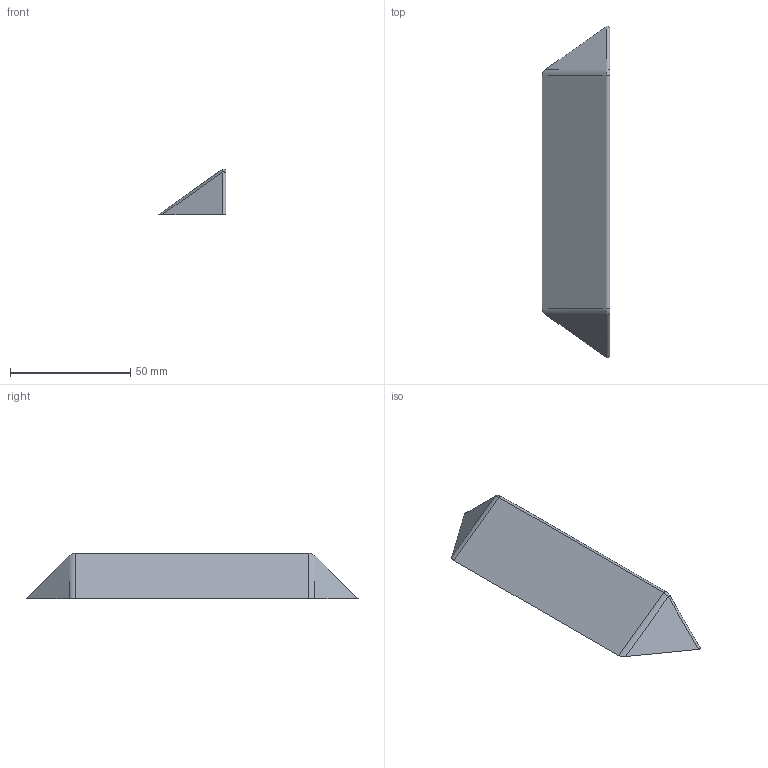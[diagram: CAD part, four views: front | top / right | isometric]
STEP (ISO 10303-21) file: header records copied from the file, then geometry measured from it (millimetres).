
FILE_DESCRIPTION (( 'STEP AP203' ), '1' );
FILE_NAME ('pr2113B-sA_U1_Filament_Door_Handle_Outside.STEP', '2023-08-31T19:26:44', ( '' ), ( '' ), 'SwSTEP 2.0', 'SolidWorks 2022', '' );
FILE_SCHEMA (( 'CONFIG_CONTROL_DESIGN' ));
Length unit declared in the file: millimetre
Products named in the file (1): pr2113B-sA_U1_Filament_Door_Handle_Outside
Bounding box: 28.18 x 138.24 x 19.06 mm (x, y, z)
Volume: 23571.8 mm3; surface area: 9714.3 mm2
Topology: 1 solids, 1 shells, 51 faces, 117 edges, 72 vertices
Faces by surface type: plane 24, cylinder 17, cone 4, bspline 4, sphere 2
Entity records: 1550 total; most frequent: CARTESIAN_POINT 381, ORIENTED_EDGE 234, DIRECTION 215, EDGE_CURVE 117, VECTOR 75, LINE 75, VERTEX_POINT 72, AXIS2_PLACEMENT_3D 70
